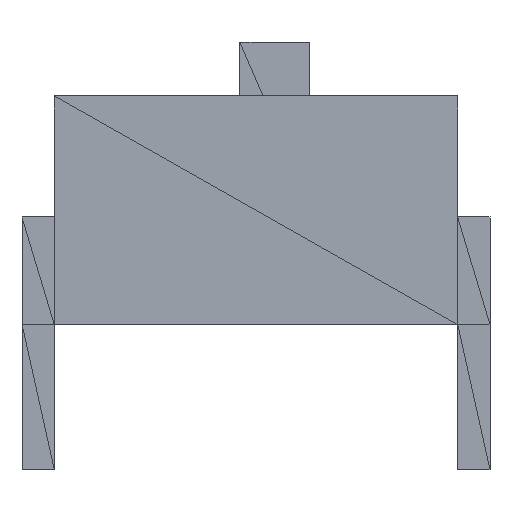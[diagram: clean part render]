
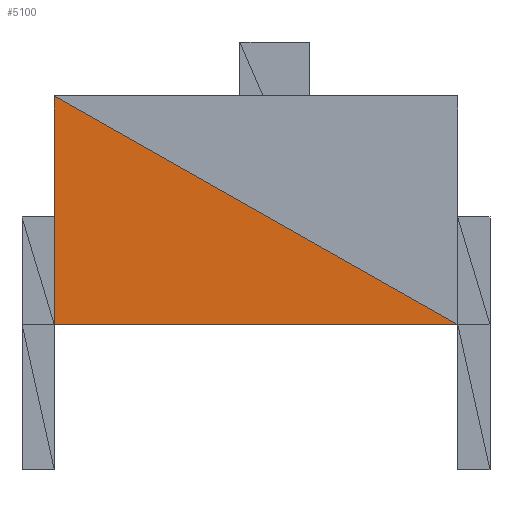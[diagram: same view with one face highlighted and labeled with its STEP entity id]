
A CAD part, left-side view. The second image highlights one B-rep face of the part: STEP entity #5100.
In plain terms, the highlighted planar face has unit normal (-1, 0, 0).
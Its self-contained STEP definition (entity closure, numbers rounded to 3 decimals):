
#5100 = ADVANCED_FACE('',(#5101),#5127,.T.);
#5101 = FACE_BOUND('',#5102,.T.);
#5102 = EDGE_LOOP('',(#5103,#5113,#5121));
#5103 = ORIENTED_EDGE('',*,*,#5104,.T.);
#5104 = EDGE_CURVE('',#5105,#5107,#5109,.T.);
#5105 = VERTEX_POINT('',#5106);
#5106 = CARTESIAN_POINT('',(0.01,8.11,
    2.71));
#5107 = VERTEX_POINT('',#5108);
#5108 = CARTESIAN_POINT('',(0.01,0.61,
    2.71));
#5109 = LINE('',#5110,#5111);
#5110 = CARTESIAN_POINT('',(0.01,8.11,
    2.71));
#5111 = VECTOR('',#5112,1.);
#5112 = DIRECTION('',(0.,-1.,0.));
#5113 = ORIENTED_EDGE('',*,*,#5114,.F.);
#5114 = EDGE_CURVE('',#5115,#5107,#5117,.T.);
#5115 = VERTEX_POINT('',#5116);
#5116 = CARTESIAN_POINT('',(0.01,8.11,
    6.96));
#5117 = LINE('',#5118,#5119);
#5118 = CARTESIAN_POINT('',(0.01,8.11,
    6.96));
#5119 = VECTOR('',#5120,1.);
#5120 = DIRECTION('',(0.,-0.87,-0.493));
#5121 = ORIENTED_EDGE('',*,*,#5122,.T.);
#5122 = EDGE_CURVE('',#5115,#5105,#5123,.T.);
#5123 = LINE('',#5124,#5125);
#5124 = CARTESIAN_POINT('',(0.01,8.11,
    6.96));
#5125 = VECTOR('',#5126,1.);
#5126 = DIRECTION('',(0.,0.,-1.));
#5127 = PLANE('',#5128);
#5128 = AXIS2_PLACEMENT_3D('',#5129,#5130,#5131);
#5129 = CARTESIAN_POINT('',(0.01,5.142,
    4.053));
#5130 = DIRECTION('',(-1.,-0.,-0.));
#5131 = DIRECTION('',(0.,0.,-1.));
